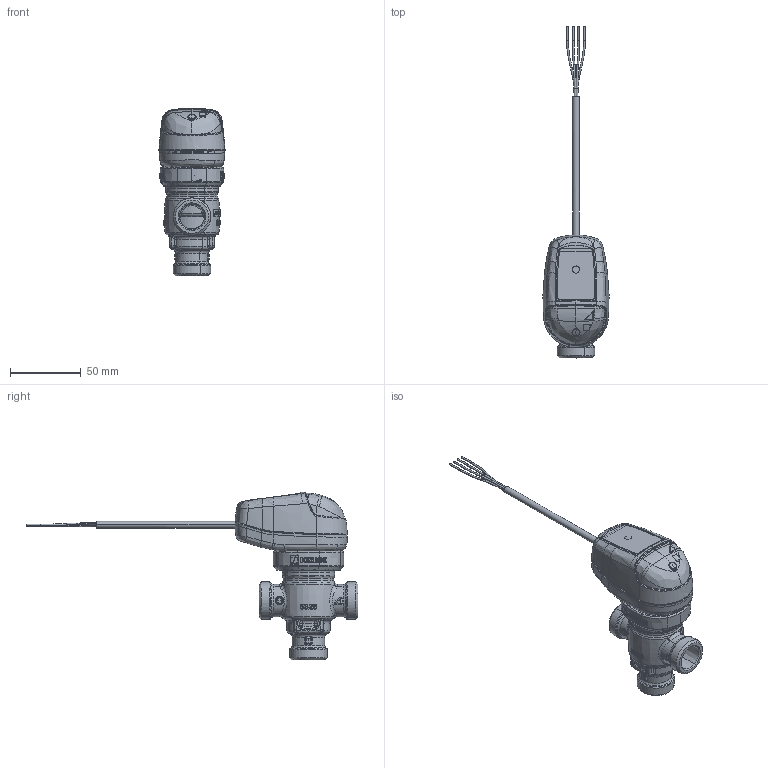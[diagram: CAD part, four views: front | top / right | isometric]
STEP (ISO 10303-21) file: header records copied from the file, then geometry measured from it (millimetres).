
FILE_DESCRIPTION(('CATIA V5 STEP Exchange'),'2;1');
FILE_NAME('SLD130 G3-4_43500200.stp','2020-03-27T10:20:17+00:00',('none'),('none'),'CATIA Version 5-6 Release 2014 SP4 HF22','CATIA V5 STEP AP203','none');
FILE_SCHEMA(('CONFIG_CONTROL_DESIGN'));
Products named in the file (1): 5322s2_AllCATPart
Bounding box: 46.84 x 235 x 118.87 mm (x, y, z)
Volume: 117442.3 mm3; surface area: 57024.4 mm2
Topology: 1 solids, 8 shells, 3074 faces, 8346 edges, 5269 vertices
Faces by surface type: plane 1165, bspline 975, cylinder 387, torus 229, cone 152, revolution 95, extrusion 40, sphere 31
Entity records: 141938 total; most frequent: CARTESIAN_POINT 79365, ORIENTED_EDGE 16632, EDGE_CURVE 8316, DIRECTION 6683, VERTEX_POINT 5269, B_SPLINE_CURVE_WITH_KNOTS 5013, EDGE_LOOP 3167, ADVANCED_FACE 3074
